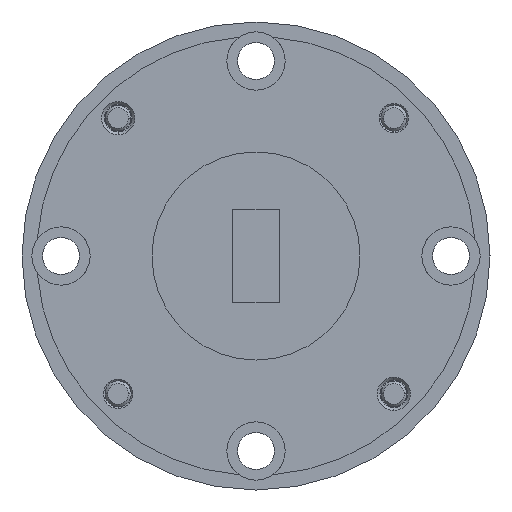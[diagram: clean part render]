
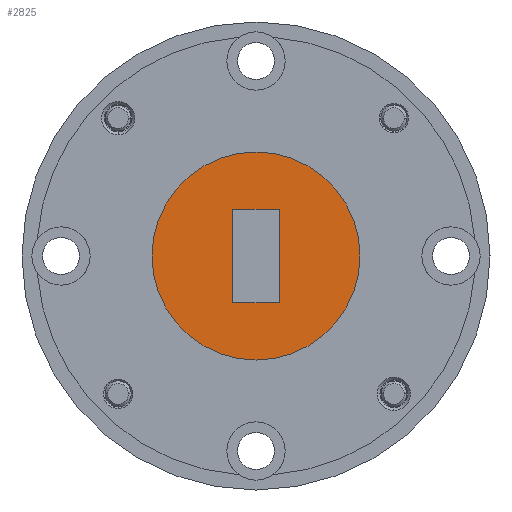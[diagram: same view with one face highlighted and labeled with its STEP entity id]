
A CAD part, left-side view. The second image highlights one B-rep face of the part: STEP entity #2825.
In plain terms, the highlighted planar face has unit normal (-1, 0, 0).
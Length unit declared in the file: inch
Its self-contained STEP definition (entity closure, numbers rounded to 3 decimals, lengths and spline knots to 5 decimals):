
#202 = AXIS2_PLACEMENT_3D ( 'NONE', #2859, #2540, #1820 ) ;
#247 = PLANE ( 'NONE',  #3613 ) ;
#266 = AXIS2_PLACEMENT_3D ( 'NONE', #3419, #3440, #3461 ) ;
#581 = FACE_OUTER_BOUND ( 'NONE', #1426, .T. ) ;
#735 = EDGE_CURVE ( 'NONE', #1136, #3858, #2005, .T. ) ;
#964 = CARTESIAN_POINT ( 'NONE',  ( 0., 0., 0. ) ) ;
#1079 = DIRECTION ( 'NONE',  ( 0., 1., 0. ) ) ;
#1095 = CIRCLE ( 'NONE', #202, 0.25 ) ;
#1136 = VERTEX_POINT ( 'NONE', #1396 ) ;
#1342 = EDGE_CURVE ( 'NONE', #2205, #4498, #1095, .T. ) ;
#1346 = DIRECTION ( 'NONE',  ( -1., 0., 0. ) ) ;
#1358 = CARTESIAN_POINT ( 'NONE',  ( 0., -0.056, 0.112 ) ) ;
#1396 = CARTESIAN_POINT ( 'NONE',  ( 0., 0.056, -0.112 ) ) ;
#1426 = EDGE_LOOP ( 'NONE', ( #2353, #2553 ) ) ;
#1534 = ORIENTED_EDGE ( 'NONE', *, *, #2614, .T. ) ;
#1559 = VECTOR ( 'NONE', #1765, 39.37008 ) ;
#1603 = LINE ( 'NONE', #3676, #4439 ) ;
#1765 = DIRECTION ( 'NONE',  ( 0., 0., 1. ) ) ;
#1794 = EDGE_CURVE ( 'NONE', #3562, #3937, #2007, .T. ) ;
#1820 = DIRECTION ( 'NONE',  ( 0., 1., 0. ) ) ;
#1822 = CARTESIAN_POINT ( 'NONE',  ( 0., -0.056, -0.112 ) ) ;
#1829 = EDGE_LOOP ( 'NONE', ( #1534, #4079, #2725, #3756 ) ) ;
#1947 = VECTOR ( 'NONE', #1079, 39.37008 ) ;
#2005 = LINE ( 'NONE', #3035, #1559 ) ;
#2007 = LINE ( 'NONE', #2100, #4389 ) ;
#2100 = CARTESIAN_POINT ( 'NONE',  ( 0., -0.056, -0.112 ) ) ;
#2205 = VERTEX_POINT ( 'NONE', #4456 ) ;
#2287 = EDGE_CURVE ( 'NONE', #4498, #2205, #4148, .T. ) ;
#2353 = ORIENTED_EDGE ( 'NONE', *, *, #1342, .F. ) ;
#2525 = CARTESIAN_POINT ( 'NONE',  ( 0., -0.056, -0.112 ) ) ;
#2540 = DIRECTION ( 'NONE',  ( 1., 0., 0. ) ) ;
#2553 = ORIENTED_EDGE ( 'NONE', *, *, #2287, .F. ) ;
#2614 = EDGE_CURVE ( 'NONE', #3858, #3562, #1603, .T. ) ;
#2725 = ORIENTED_EDGE ( 'NONE', *, *, #4241, .T. ) ;
#2730 = CARTESIAN_POINT ( 'NONE',  ( 0., -0.25, 0. ) ) ;
#2766 = DIRECTION ( 'NONE',  ( 0., 1., 0. ) ) ;
#2825 = ADVANCED_FACE ( 'NONE', ( #4177, #581 ), #247, .T. ) ;
#2859 = CARTESIAN_POINT ( 'NONE',  ( 0., 0., 0. ) ) ;
#2860 = LINE ( 'NONE', #1822, #1947 ) ;
#2866 = CARTESIAN_POINT ( 'NONE',  ( 0., 0.056, 0.112 ) ) ;
#3035 = CARTESIAN_POINT ( 'NONE',  ( 0., 0.056, -0.112 ) ) ;
#3419 = CARTESIAN_POINT ( 'NONE',  ( 0., 0., 0. ) ) ;
#3440 = DIRECTION ( 'NONE',  ( 1., 0., 0. ) ) ;
#3461 = DIRECTION ( 'NONE',  ( 0., 1., 0. ) ) ;
#3562 = VERTEX_POINT ( 'NONE', #1358 ) ;
#3613 = AXIS2_PLACEMENT_3D ( 'NONE', #964, #1346, #2766 ) ;
#3631 = DIRECTION ( 'NONE',  ( 0., -1., 0. ) ) ;
#3676 = CARTESIAN_POINT ( 'NONE',  ( 0., -0.056, 0.112 ) ) ;
#3756 = ORIENTED_EDGE ( 'NONE', *, *, #735, .T. ) ;
#3858 = VERTEX_POINT ( 'NONE', #2866 ) ;
#3937 = VERTEX_POINT ( 'NONE', #2525 ) ;
#4079 = ORIENTED_EDGE ( 'NONE', *, *, #1794, .T. ) ;
#4148 = CIRCLE ( 'NONE', #266, 0.25 ) ;
#4177 = FACE_BOUND ( 'NONE', #1829, .T. ) ;
#4213 = DIRECTION ( 'NONE',  ( 0., 0., -1. ) ) ;
#4241 = EDGE_CURVE ( 'NONE', #3937, #1136, #2860, .T. ) ;
#4389 = VECTOR ( 'NONE', #4213, 39.37008 ) ;
#4439 = VECTOR ( 'NONE', #3631, 39.37008 ) ;
#4456 = CARTESIAN_POINT ( 'NONE',  ( 0., 0.25, 0. ) ) ;
#4498 = VERTEX_POINT ( 'NONE', #2730 ) ;
